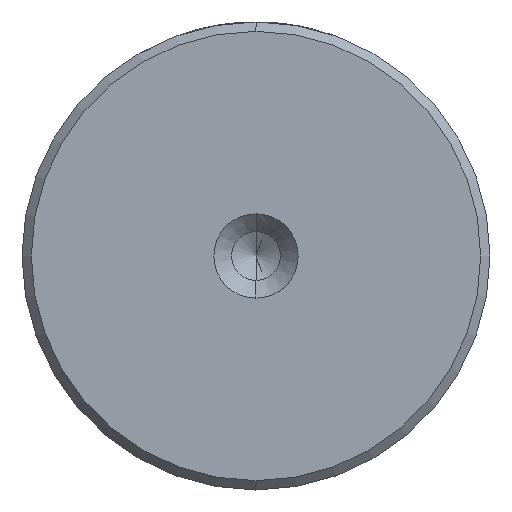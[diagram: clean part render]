
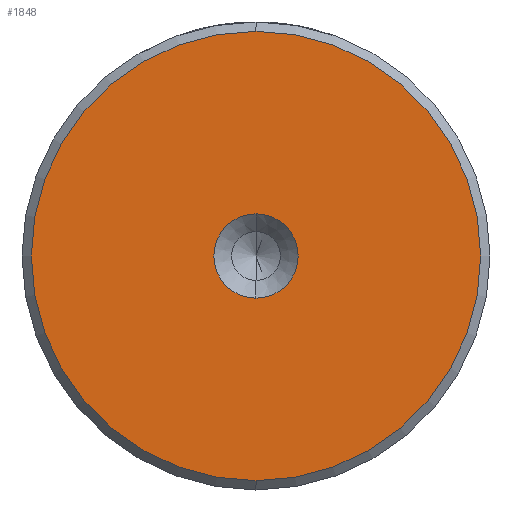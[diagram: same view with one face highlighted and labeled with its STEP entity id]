
A CAD part, left-side view. The second image highlights one B-rep face of the part: STEP entity #1848.
In plain terms, the highlighted planar face has unit normal (-1, 0, 0).
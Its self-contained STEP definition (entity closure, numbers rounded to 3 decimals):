
#176 = PLANE ( 'NONE',  #1549 ) ;
#191 = ORIENTED_EDGE ( 'NONE', *, *, #1026, .F. ) ;
#259 = VERTEX_POINT ( 'NONE', #2528 ) ;
#281 = AXIS2_PLACEMENT_3D ( 'NONE', #2423, #837, #2691 ) ;
#459 = DIRECTION ( 'NONE',  ( -1., 0., 0. ) ) ;
#544 = DIRECTION ( 'NONE',  ( -1., 0., 0. ) ) ;
#680 = CARTESIAN_POINT ( 'NONE',  ( 0., 0., 2.25 ) ) ;
#706 = VERTEX_POINT ( 'NONE', #3251 ) ;
#785 = FACE_BOUND ( 'NONE', #1683, .T. ) ;
#794 = ORIENTED_EDGE ( 'NONE', *, *, #2685, .T. ) ;
#837 = DIRECTION ( 'NONE',  ( -1., 0., 0. ) ) ;
#881 = DIRECTION ( 'NONE',  ( -1., 0., 0. ) ) ;
#966 = CIRCLE ( 'NONE', #281, 2.25 ) ;
#1026 = EDGE_CURVE ( 'NONE', #2419, #706, #1187, .T. ) ;
#1173 = AXIS2_PLACEMENT_3D ( 'NONE', #2467, #881, #2735 ) ;
#1187 = CIRCLE ( 'NONE', #1173, 2.25 ) ;
#1190 = CARTESIAN_POINT ( 'NONE',  ( 0., 0., -12. ) ) ;
#1296 = EDGE_CURVE ( 'NONE', #259, #1592, #2296, .T. ) ;
#1521 = DIRECTION ( 'NONE',  ( -1., 0., 0. ) ) ;
#1549 = AXIS2_PLACEMENT_3D ( 'NONE', #2292, #1521, #3355 ) ;
#1592 = VERTEX_POINT ( 'NONE', #1190 ) ;
#1683 = EDGE_LOOP ( 'NONE', ( #191, #2246 ) ) ;
#1786 = EDGE_CURVE ( 'NONE', #706, #2419, #966, .T. ) ;
#1848 = ADVANCED_FACE ( 'NONE', ( #2113, #785 ), #176, .T. ) ;
#2044 = CARTESIAN_POINT ( 'NONE',  ( 0., 0., 0. ) ) ;
#2102 = ORIENTED_EDGE ( 'NONE', *, *, #1296, .T. ) ;
#2113 = FACE_OUTER_BOUND ( 'NONE', #3070, .T. ) ;
#2138 = CARTESIAN_POINT ( 'NONE',  ( 0., 0., 0. ) ) ;
#2246 = ORIENTED_EDGE ( 'NONE', *, *, #1786, .F. ) ;
#2292 = CARTESIAN_POINT ( 'NONE',  ( 0., 0., 0. ) ) ;
#2296 = CIRCLE ( 'NONE', #2872, 12. ) ;
#2312 = DIRECTION ( 'NONE',  ( 0., 0., 1. ) ) ;
#2395 = DIRECTION ( 'NONE',  ( 0., 0., 1. ) ) ;
#2419 = VERTEX_POINT ( 'NONE', #680 ) ;
#2423 = CARTESIAN_POINT ( 'NONE',  ( 0., 0., 0. ) ) ;
#2467 = CARTESIAN_POINT ( 'NONE',  ( 0., 0., 0. ) ) ;
#2528 = CARTESIAN_POINT ( 'NONE',  ( 0., 0., 12. ) ) ;
#2631 = CIRCLE ( 'NONE', #2930, 12. ) ;
#2685 = EDGE_CURVE ( 'NONE', #1592, #259, #2631, .T. ) ;
#2691 = DIRECTION ( 'NONE',  ( 0., 0., 1. ) ) ;
#2735 = DIRECTION ( 'NONE',  ( 0., 0., 1. ) ) ;
#2872 = AXIS2_PLACEMENT_3D ( 'NONE', #2138, #544, #2395 ) ;
#2930 = AXIS2_PLACEMENT_3D ( 'NONE', #2044, #459, #2312 ) ;
#3070 = EDGE_LOOP ( 'NONE', ( #794, #2102 ) ) ;
#3251 = CARTESIAN_POINT ( 'NONE',  ( 0., 0., -2.25 ) ) ;
#3355 = DIRECTION ( 'NONE',  ( 0., 0., 1. ) ) ;
